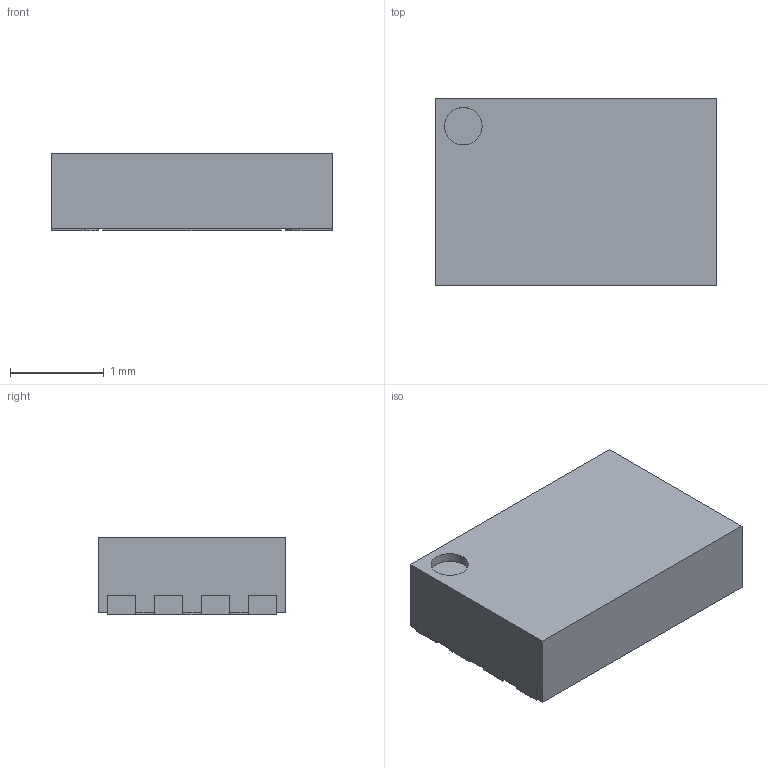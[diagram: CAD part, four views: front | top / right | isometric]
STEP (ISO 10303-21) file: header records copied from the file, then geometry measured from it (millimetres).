
FILE_DESCRIPTION(/* description */ (''),/* implementation_level */ '2;1');
FILE_NAME(/* name */ 'SON50P300X200X80-9N-S190X175.stp',/* time_stamp */ '2016-03-17T13:14:28+01:00',/* author */ ('riccim'),/* organization */ (''),/* preprocessor_version */ 'ST-DEVELOPER v15.5',/* originating_system */ 'AutoCAD Mechanical',/* authorisation */ '');
FILE_SCHEMA (('AUTOMOTIVE_DESIGN { 1 0 10303 214 3 1 1 }'));
Length unit declared in the file: millimetre
Products named in the file (1): Product
Bounding box: 3 x 2 x 0.82 mm (x, y, z)
Volume: 4.9 mm3; surface area: 32.8 mm2
Topology: 10 solids, 10 shells, 94 faces, 219 edges, 146 vertices
Faces by surface type: plane 77, cylinder 17
Full cylindrical faces by diameter (mm): 0.4 x1
Entity records: 2682 total; most frequent: CARTESIAN_POINT 459, DIRECTION 442, ORIENTED_EDGE 436, EDGE_CURVE 218, LINE 184, VECTOR 184, VERTEX_POINT 146, AXIS2_PLACEMENT_3D 129
